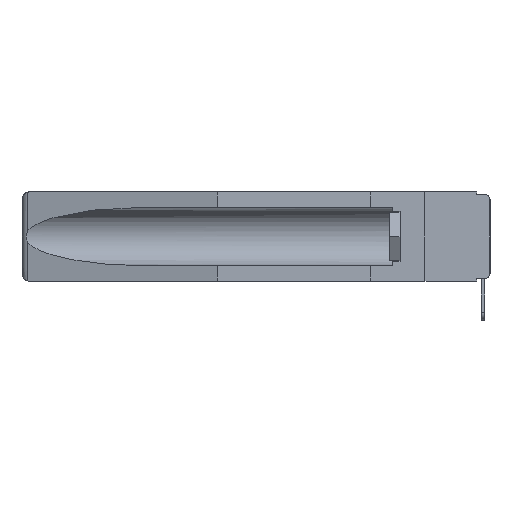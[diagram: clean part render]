
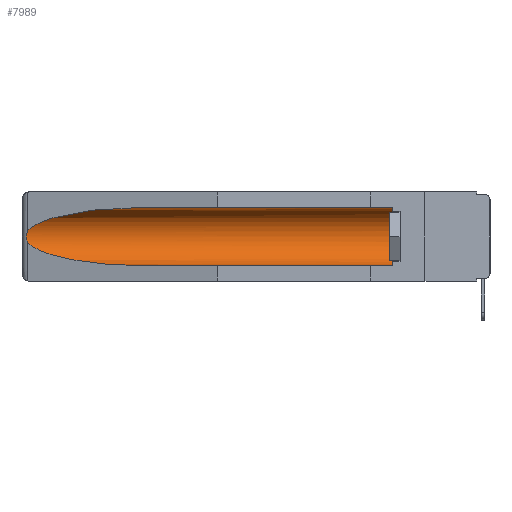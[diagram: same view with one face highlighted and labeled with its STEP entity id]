
A CAD part, left-side view. The second image highlights one B-rep face of the part: STEP entity #7989.
In plain terms, the highlighted cylindrical face has radius 2.857 mm (diameter 5.715 mm), a partial arc.
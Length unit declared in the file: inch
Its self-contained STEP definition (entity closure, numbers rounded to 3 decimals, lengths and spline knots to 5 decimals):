
#208 = CARTESIAN_POINT ( 'NONE',  ( 0.26537, 1.52718, -0.19328 ) ) ;
#980 = VERTEX_POINT ( 'NONE', #18187 ) ;
#1045 = CARTESIAN_POINT ( 'NONE',  ( 0.155, 1.07973, -0.059 ) ) ;
#1055 = CARTESIAN_POINT ( 'NONE',  ( 0.155, -0.30754, -0.284 ) ) ;
#2209 = CARTESIAN_POINT ( 'NONE',  ( 0.26537, 1.52718, -0.14972 ) ) ;
#2297 = CARTESIAN_POINT ( 'NONE',  ( 0.26654, 1.53092, -0.15636 ) ) ;
#2715 = VERTEX_POINT ( 'NONE', #10696 ) ;
#2846 = LINE ( 'NONE', #18805, #16997 ) ;
#2947 = EDGE_CURVE ( 'NONE', #13255, #14753, #2846, .T. ) ;
#3667 = CARTESIAN_POINT ( 'NONE',  ( 0.155, 0.126, -0.059 ) ) ;
#3898 = LINE ( 'NONE', #1055, #11328 ) ;
#4233 = FACE_OUTER_BOUND ( 'NONE', #10353, .T. ) ;
#5159 = CARTESIAN_POINT ( 'NONE',  ( 0.2675, 1.53308, -0.16763 ) ) ;
#5260 = CARTESIAN_POINT ( 'NONE',  ( 0.2673, 1.53269, -0.17917 ) ) ;
#5309 = EDGE_CURVE ( 'NONE', #8765, #15539, #15480, .T. ) ;
#5401 = DIRECTION ( 'NONE',  ( 0., 0., 1. ) ) ;
#5715 = CARTESIAN_POINT ( 'NONE',  ( 0.26537, 1.52718, -0.19328 ) ) ;
#6319 = AXIS2_PLACEMENT_3D ( 'NONE', #17431, #17333, #13016 ) ;
#6766 = CARTESIAN_POINT ( 'NONE',  ( 0.2673, 1.5327, -0.16383 ) ) ;
#6852 = DIRECTION ( 'NONE',  ( 0., 1., 0. ) ) ;
#6857 = CARTESIAN_POINT ( 'NONE',  ( 0.26597, 1.5296, -0.19026 ) ) ;
#7654 = B_SPLINE_CURVE_WITH_KNOTS ( 'NONE', 3,
 ( #2209, #12410, #2297, #6766, #5159, #18365, #5260, #12607, #6857, #5715 ),
 .UNSPECIFIED., .F., .F.,
 ( 4, 2, 2, 2, 4 ),
 ( 0., 0.00029, 0.00058, 0.00087, 0.00117 ),
 .UNSPECIFIED. ) ;
#7687 = ORIENTED_EDGE ( 'NONE', *, *, #9067, .T. ) ;
#7726 = CARTESIAN_POINT ( 'NONE',  ( 0.155, 1.07973, -0.284 ) ) ;
#7989 = ADVANCED_FACE ( 'NONE', ( #4233 ), #11576, .F. ) ;
#8765 = VERTEX_POINT ( 'NONE', #11267 ) ;
#8976 =( BOUNDED_CURVE ( )  B_SPLINE_CURVE ( 3, ( #1045, #18131, #9410, #13904 ),
 .UNSPECIFIED., .F., .F. ) 
 B_SPLINE_CURVE_WITH_KNOTS ( ( 4, 4 ),
 ( 4.71239, 6.08839 ),
 .UNSPECIFIED. ) 
 CURVE ( )  GEOMETRIC_REPRESENTATION_ITEM ( )  RATIONAL_B_SPLINE_CURVE ( ( 1., 0.848, 0.848, 1. ) ) 
 REPRESENTATION_ITEM ( '' )  );
#9065 = CARTESIAN_POINT ( 'NONE',  ( 0.25451, 1.48313, -0.24835 ) ) ;
#9067 = EDGE_CURVE ( 'NONE', #2715, #13255, #14247, .T. ) ;
#9069 = EDGE_CURVE ( 'NONE', #14753, #980, #8976, .T. ) ;
#9410 = CARTESIAN_POINT ( 'NONE',  ( 0.25451, 1.48313, -0.09465 ) ) ;
#9813 = DIRECTION ( 'NONE',  ( 0., 1., 0. ) ) ;
#10246 = ORIENTED_EDGE ( 'NONE', *, *, #9069, .T. ) ;
#10353 = EDGE_LOOP ( 'NONE', ( #10246, #17944, #13343, #12222, #7687, #16204 ) ) ;
#10696 = CARTESIAN_POINT ( 'NONE',  ( 0.155, 0.126, -0.284 ) ) ;
#11074 = CARTESIAN_POINT ( 'NONE',  ( 0.155, 1.07973, -0.059 ) ) ;
#11212 = AXIS2_PLACEMENT_3D ( 'NONE', #12289, #14005, #5401 ) ;
#11267 = CARTESIAN_POINT ( 'NONE',  ( 0.26537, 1.52718, -0.19328 ) ) ;
#11328 = VECTOR ( 'NONE', #9813, 39.37008 ) ;
#11576 = CYLINDRICAL_SURFACE ( 'NONE', #6319, 0.1125 ) ;
#12222 = ORIENTED_EDGE ( 'NONE', *, *, #12507, .F. ) ;
#12228 = CARTESIAN_POINT ( 'NONE',  ( 0.21114, 1.30732, -0.284 ) ) ;
#12289 = CARTESIAN_POINT ( 'NONE',  ( 0.155, 0.126, -0.1715 ) ) ;
#12410 = CARTESIAN_POINT ( 'NONE',  ( 0.26597, 1.52961, -0.15275 ) ) ;
#12507 = EDGE_CURVE ( 'NONE', #2715, #15539, #3898, .T. ) ;
#12607 = CARTESIAN_POINT ( 'NONE',  ( 0.26655, 1.53094, -0.18657 ) ) ;
#13016 = DIRECTION ( 'NONE',  ( 0., 0., 1. ) ) ;
#13255 = VERTEX_POINT ( 'NONE', #3667 ) ;
#13343 = ORIENTED_EDGE ( 'NONE', *, *, #5309, .T. ) ;
#13405 = CARTESIAN_POINT ( 'NONE',  ( 0.155, 1.07973, -0.284 ) ) ;
#13904 = CARTESIAN_POINT ( 'NONE',  ( 0.26537, 1.52718, -0.14972 ) ) ;
#14005 = DIRECTION ( 'NONE',  ( 0., -1., 0. ) ) ;
#14247 = CIRCLE ( 'NONE', #11212, 0.1125 ) ;
#14753 = VERTEX_POINT ( 'NONE', #11074 ) ;
#15480 =( BOUNDED_CURVE ( )  B_SPLINE_CURVE ( 3, ( #208, #9065, #12228, #7726 ),
 .UNSPECIFIED., .F., .T. ) 
 B_SPLINE_CURVE_WITH_KNOTS ( ( 4, 4 ),
 ( 0.1948, 1.5708 ),
 .UNSPECIFIED. ) 
 CURVE ( )  GEOMETRIC_REPRESENTATION_ITEM ( )  RATIONAL_B_SPLINE_CURVE ( ( 1., 0.848, 0.848, 1. ) ) 
 REPRESENTATION_ITEM ( '' )  );
#15539 = VERTEX_POINT ( 'NONE', #13405 ) ;
#16204 = ORIENTED_EDGE ( 'NONE', *, *, #2947, .T. ) ;
#16997 = VECTOR ( 'NONE', #6852, 39.37008 ) ;
#17333 = DIRECTION ( 'NONE',  ( 0., 1., 0. ) ) ;
#17431 = CARTESIAN_POINT ( 'NONE',  ( 0.155, -0.30754, -0.1715 ) ) ;
#17891 = EDGE_CURVE ( 'NONE', #980, #8765, #7654, .T. ) ;
#17944 = ORIENTED_EDGE ( 'NONE', *, *, #17891, .T. ) ;
#18131 = CARTESIAN_POINT ( 'NONE',  ( 0.21114, 1.30732, -0.059 ) ) ;
#18187 = CARTESIAN_POINT ( 'NONE',  ( 0.26537, 1.52718, -0.14972 ) ) ;
#18365 = CARTESIAN_POINT ( 'NONE',  ( 0.2675, 1.53308, -0.17534 ) ) ;
#18805 = CARTESIAN_POINT ( 'NONE',  ( 0.155, -0.30754, -0.059 ) ) ;
